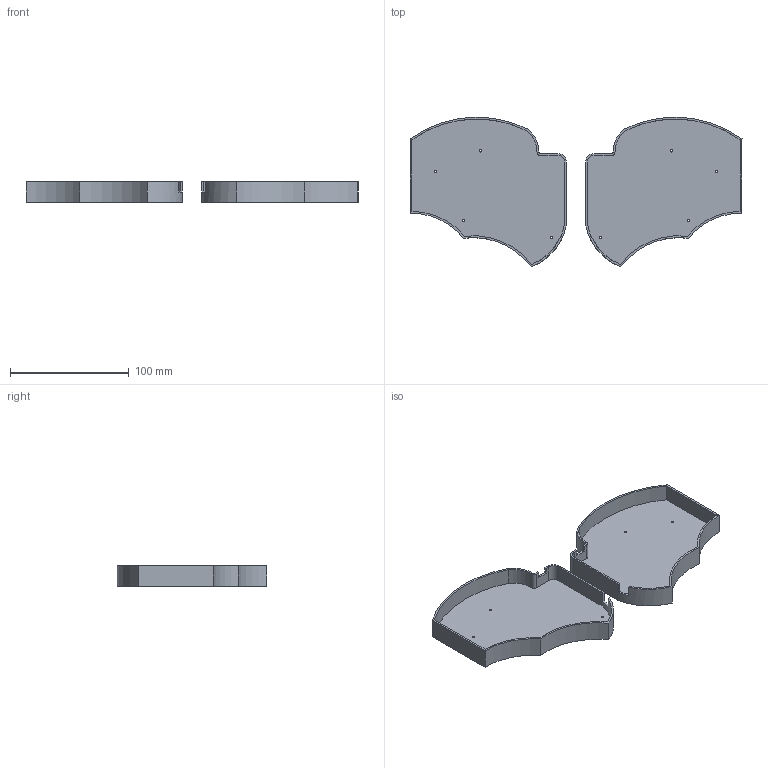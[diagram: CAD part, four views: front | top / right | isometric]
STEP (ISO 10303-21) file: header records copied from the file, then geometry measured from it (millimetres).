
FILE_DESCRIPTION(/* description */ (''),/* implementation_level */ '2;1');
FILE_NAME(/* name */ 'draculad-case v5.step',/* time_stamp */ '2021-03-25T13:01:27-07:00',/* author */ (''),/* organization */ (''),/* preprocessor_version */ 'ST-DEVELOPER v18.1',/* originating_system */ 'Autodesk Translation Framework v9.10.0.1330',/* authorisation */ '');
FILE_SCHEMA (('AUTOMOTIVE_DESIGN { 1 0 10303 214 3 1 1 }'));
Length unit declared in the file: millimetre
Products named in the file (2): draculad-case; COMPOUND
Assembly tree (1 placements, depth 2):
  draculad-case
    COMPOUND
Bounding box: 279.07 x 125.87 x 17 mm (x, y, z)
Volume: 86688.9 mm3; surface area: 74797.6 mm2
Topology: 2 solids, 2 shells, 72 faces, 204 edges, 136 vertices
Faces by surface type: plane 36, cylinder 36
Full cylindrical faces by diameter (mm): 2 x8
Entity records: 2459 total; most frequent: DIRECTION 434, CARTESIAN_POINT 415, ORIENTED_EDGE 408, EDGE_CURVE 204, AXIS2_PLACEMENT_3D 155, VERTEX_POINT 136, LINE 124, VECTOR 124
